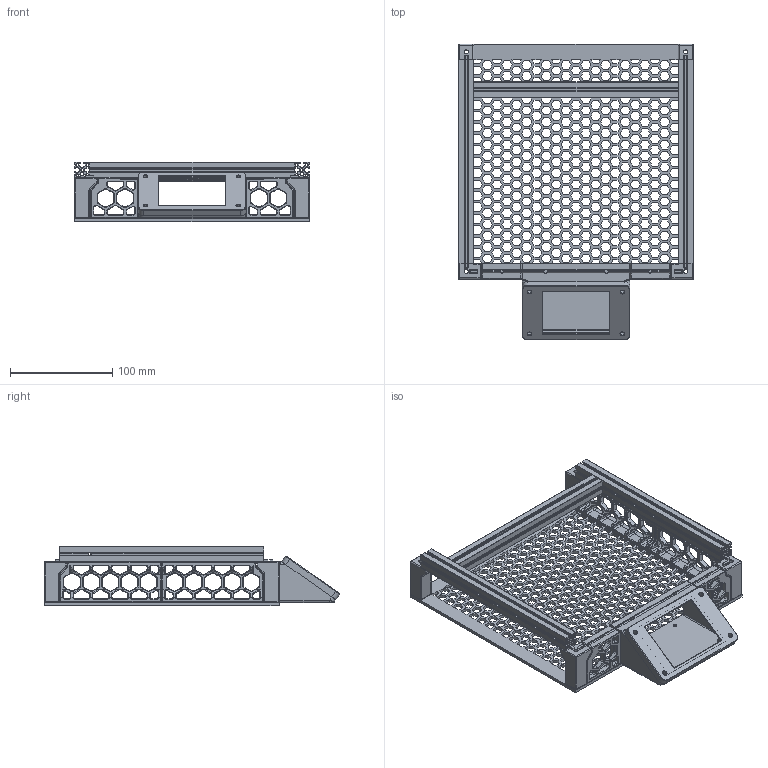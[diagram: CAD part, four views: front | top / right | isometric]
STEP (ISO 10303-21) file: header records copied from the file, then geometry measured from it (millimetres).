
FILE_DESCRIPTION(/* description */ (''),/* implementation_level */ '2;1');
FILE_NAME(/* name */ 'Main_Assembly v14.step',/* time_stamp */ '2021-09-03T16:54:03-04:00',/* author */ (''),/* organization */ (''),/* preprocessor_version */ 'ST-DEVELOPER v18.1',/* originating_system */ 'Autodesk Translation Framework v10.9.0.1377',/* authorisation */ '');
FILE_SCHEMA (('AUTOMOTIVE_DESIGN { 1 0 10303 214 3 1 1 }'));
Products named in the file (9): Main_Assembly; V0_Frame; 1515_200mm (2); 1515_200mm (3); 1515_200mm; Foot_Front_Modified; Foot_Rear_Modified; LCD_Mounting_Bracket; LCD_Face_Plate
Assembly tree (10 placements, depth 3):
  Main_Assembly
    V0_Frame
      1515_200mm (2)
      1515_200mm (3)
      1515_200mm
    Foot_Front_Modified  x2
    Foot_Rear_Modified  x2
    LCD_Mounting_Bracket
      LCD_Face_Plate
Bounding box: 230 x 289.47 x 58 mm (x, y, z)
Volume: 295117.4 mm3; surface area: 278679.7 mm2
Topology: 14 solids, 14 shells, 5521 faces, 14801 edges, 9261 vertices
Faces by surface type: plane 3425, cylinder 1174, bspline 328, cone 260, torus 256, sphere 78
Full cylindrical faces by diameter (mm): 2.55 x17, 3 x2, 3.4 x6, 3.5 x4, 3.75 x8, 4 x8
Entity records: 177060 total; most frequent: CARTESIAN_POINT 40800, ORIENTED_EDGE 28848, DIRECTION 27050, EDGE_CURVE 14424, LINE 11076, VECTOR 11076, VERTEX_POINT 9059, AXIS2_PLACEMENT_3D 7987
